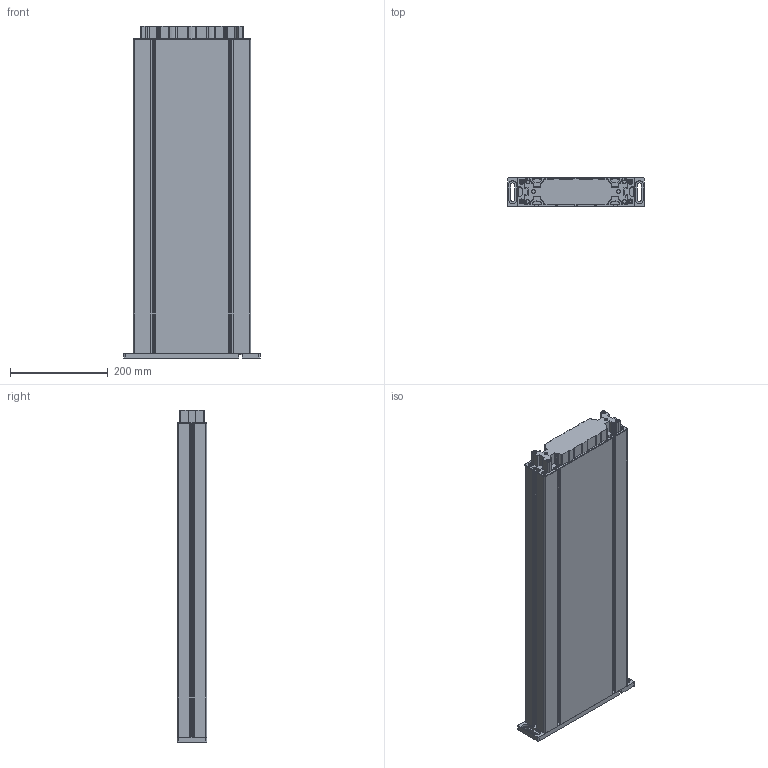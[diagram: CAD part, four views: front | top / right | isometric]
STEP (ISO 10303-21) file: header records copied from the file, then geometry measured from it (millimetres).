
FILE_DESCRIPTION (( 'STEP AP214' ), '1' );
FILE_NAME ('Hexalift_EB680_Hub500_mit_Montagelaschen.STEP', '2019-01-28T09:17:52', ( '' ), ( '' ), 'SwSTEP 2.0', 'SolidWorks 2018', '' );
FILE_SCHEMA (( 'AUTOMOTIVE_DESIGN' ));
Length unit declared in the file: millimetre
Products named in the file (7): WN177 Senkschraube TaptiteII M8x16 - 41506 02; Hexalift_EB680_Hub500_mit_Montagelaschen; Zylinderschraube mit Innensechskant DIN7984 - M8x30 -8.8verz._DIN 7984 - M8 x 30 --- 26.25N - 8.8 verz.; EZ00199; EZ00140_dummy_620mm_Hub500; EZ00647_dummy_643mm_Hub500; EZ01796_dummy
Assembly tree (12 placements, depth 2):
  Hexalift_EB680_Hub500_mit_Montagelaschen
    EZ01796_dummy
    EZ00647_dummy_643mm_Hub500
    EZ00140_dummy_620mm_Hub500
    EZ00199
    WN177 Senkschraube TaptiteII M8x16 - 41506 02  x4
    Zylinderschraube mit Innensechskant DIN7984 - M8x30 -8.8verz._DIN 7984 - M8 x 30 --- 26.25N - 8.8 verz.  x4
Bounding box: 280 x 60.4 x 680 mm (x, y, z)
Surface area: 1217723.5 mm2
Topology: 12 solids, 12 shells, 924 faces, 2570 edges, 1680 vertices
Faces by surface type: cylinder 547, plane 320, cone 40, torus 17
Entity records: 26719 total; most frequent: DIRECTION 4895, CARTESIAN_POINT 4605, ORIENTED_EDGE 4536, EDGE_CURVE 2268, AXIS2_PLACEMENT_3D 1827, VERTEX_POINT 1503, VECTOR 1241, LINE 1241
